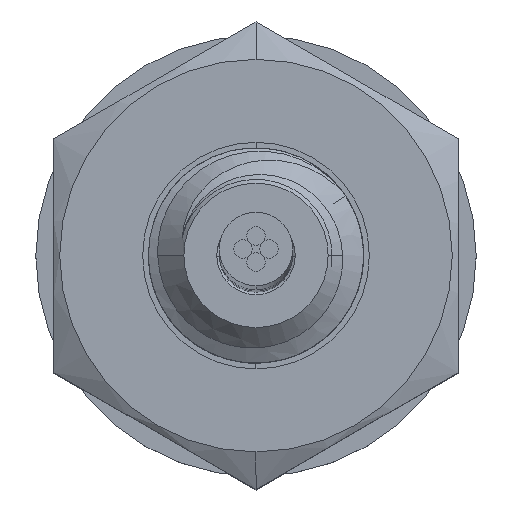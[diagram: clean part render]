
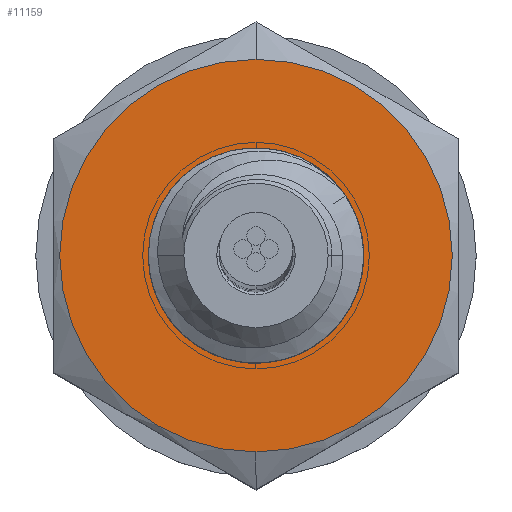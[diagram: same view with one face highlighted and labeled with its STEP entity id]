
A CAD part, top view. The second image highlights one B-rep face of the part: STEP entity #11159.
In plain terms, the highlighted face is planar.
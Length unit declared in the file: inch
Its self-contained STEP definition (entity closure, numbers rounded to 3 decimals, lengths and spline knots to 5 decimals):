
#10336=CARTESIAN_POINT('',(0.,0.09449,0.));
#10337=DIRECTION('',(0.,1.,0.));
#10338=DIRECTION('',(0.,0.,-1.));
#10339=AXIS2_PLACEMENT_3D('',#10336,#10337,#10338);
#10341=CARTESIAN_POINT('',(0.,0.09449,0.));
#10342=DIRECTION('',(0.,1.,0.));
#10343=DIRECTION('',(0.,0.,1.));
#10344=AXIS2_PLACEMENT_3D('',#10341,#10342,#10343);
#10350=CARTESIAN_POINT('',(0.,0.09449,0.));
#10351=DIRECTION('',(0.,-1.,0.));
#10352=DIRECTION('',(0.,0.,1.));
#10353=AXIS2_PLACEMENT_3D('',#10350,#10351,#10352);
#10373=CARTESIAN_POINT('',(0.,0.09449,0.));
#10374=DIRECTION('',(0.,-1.,0.));
#10375=DIRECTION('',(0.,0.,-1.));
#10376=AXIS2_PLACEMENT_3D('',#10373,#10374,#10375);
#10974=CARTESIAN_POINT('',(0.,0.09449,0.10501));
#10975=CARTESIAN_POINT('',(0.,0.09449,-0.10501));
#10976=VERTEX_POINT('',#10974);
#10977=VERTEX_POINT('',#10975);
#10998=CARTESIAN_POINT('',(0.,0.09449,0.05071));
#10999=CARTESIAN_POINT('',(0.,0.09449,-0.05071));
#11000=VERTEX_POINT('',#10998);
#11001=VERTEX_POINT('',#10999);
#11144=CARTESIAN_POINT('',(0.04921,0.09449,0.));
#11145=DIRECTION('',(0.,1.,0.));
#11146=DIRECTION('',(0.,0.,1.));
#11147=AXIS2_PLACEMENT_3D('',#11144,#11145,#11146);
#11148=PLANE('',#11147);
#11149=ORIENTED_EDGE('',*,*,#11131,.F.);
#11150=ORIENTED_EDGE('',*,*,#11121,.F.);
#11151=EDGE_LOOP('',(#11149,#11150));
#11152=FACE_OUTER_BOUND('',#11151,.F.);
#11154=ORIENTED_EDGE('',*,*,#11153,.F.);
#11156=ORIENTED_EDGE('',*,*,#11155,.F.);
#11157=EDGE_LOOP('',(#11154,#11156));
#11158=FACE_BOUND('',#11157,.F.);
#11159=ADVANCED_FACE('',(#11152,#11158),#11148,.T.);
#10340=CIRCLE('',#10339,0.10501);
#10345=CIRCLE('',#10344,0.10501);
#10354=CIRCLE('',#10353,0.05071);
#10377=CIRCLE('',#10376,0.05071);
#11121=EDGE_CURVE('',#10977,#10976,#10340,.T.);
#11131=EDGE_CURVE('',#10976,#10977,#10345,.T.);
#11153=EDGE_CURVE('',#11000,#11001,#10354,.T.);
#11155=EDGE_CURVE('',#11001,#11000,#10377,.T.);
